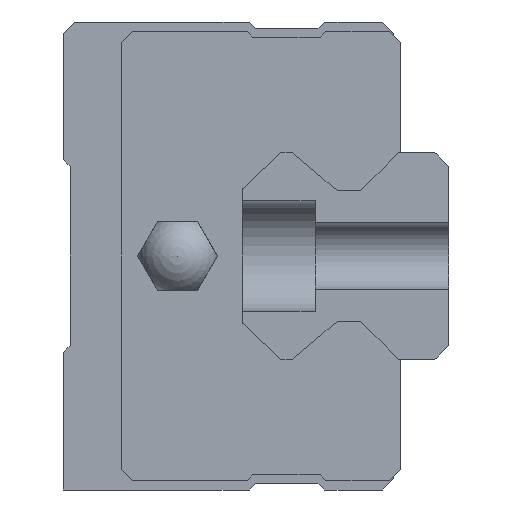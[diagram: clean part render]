
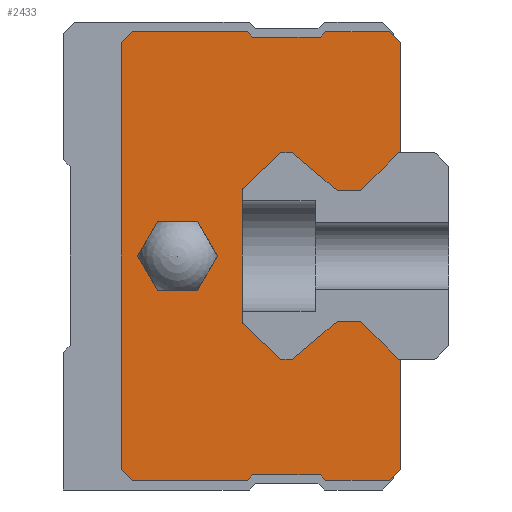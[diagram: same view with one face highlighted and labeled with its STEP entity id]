
A CAD part, left-side view. The second image highlights one B-rep face of the part: STEP entity #2433.
In plain terms, the highlighted planar face has unit normal (-1, 0, 0).
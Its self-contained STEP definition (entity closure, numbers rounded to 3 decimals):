
#523=ORIENTED_EDGE('',*,*,#832,.F.);
#524=ORIENTED_EDGE('',*,*,#829,.F.);
#525=ORIENTED_EDGE('',*,*,#826,.F.);
#526=ORIENTED_EDGE('',*,*,#823,.F.);
#527=ORIENTED_EDGE('',*,*,#820,.F.);
#528=ORIENTED_EDGE('',*,*,#817,.F.);
#529=ORIENTED_EDGE('',*,*,#812,.F.);
#530=ORIENTED_EDGE('',*,*,#970,.F.);
#531=ORIENTED_EDGE('',*,*,#968,.F.);
#532=ORIENTED_EDGE('',*,*,#966,.F.);
#533=ORIENTED_EDGE('',*,*,#964,.F.);
#534=ORIENTED_EDGE('',*,*,#962,.F.);
#535=ORIENTED_EDGE('',*,*,#960,.F.);
#536=ORIENTED_EDGE('',*,*,#958,.F.);
#537=ORIENTED_EDGE('',*,*,#956,.F.);
#538=ORIENTED_EDGE('',*,*,#954,.F.);
#539=ORIENTED_EDGE('',*,*,#989,.F.);
#540=ORIENTED_EDGE('',*,*,#987,.F.);
#541=ORIENTED_EDGE('',*,*,#985,.F.);
#542=ORIENTED_EDGE('',*,*,#983,.F.);
#543=ORIENTED_EDGE('',*,*,#981,.F.);
#544=ORIENTED_EDGE('',*,*,#979,.F.);
#545=ORIENTED_EDGE('',*,*,#977,.F.);
#546=ORIENTED_EDGE('',*,*,#975,.F.);
#547=ORIENTED_EDGE('',*,*,#973,.F.);
#548=ORIENTED_EDGE('',*,*,#971,.F.);
#549=ORIENTED_EDGE('',*,*,#844,.F.);
#550=ORIENTED_EDGE('',*,*,#841,.F.);
#551=ORIENTED_EDGE('',*,*,#838,.F.);
#552=ORIENTED_EDGE('',*,*,#835,.F.);
#553=ORIENTED_EDGE('',*,*,#990,.T.);
#554=ORIENTED_EDGE('',*,*,#991,.T.);
#555=ORIENTED_EDGE('',*,*,#992,.T.);
#556=ORIENTED_EDGE('',*,*,#993,.T.);
#557=ORIENTED_EDGE('',*,*,#994,.T.);
#558=ORIENTED_EDGE('',*,*,#995,.T.);
#812=EDGE_CURVE('',#1138,#1139,#1374,.T.);
#817=EDGE_CURVE('',#1139,#1143,#1379,.T.);
#820=EDGE_CURVE('',#1143,#1145,#1382,.T.);
#823=EDGE_CURVE('',#1145,#1147,#1385,.T.);
#826=EDGE_CURVE('',#1147,#1149,#1388,.T.);
#829=EDGE_CURVE('',#1149,#1151,#1391,.T.);
#832=EDGE_CURVE('',#1151,#1153,#1394,.T.);
#835=EDGE_CURVE('',#1153,#1155,#1397,.T.);
#838=EDGE_CURVE('',#1155,#1157,#1400,.T.);
#841=EDGE_CURVE('',#1157,#1159,#1403,.T.);
#844=EDGE_CURVE('',#1159,#1161,#1406,.T.);
#954=EDGE_CURVE('',#1232,#1233,#1503,.T.);
#956=EDGE_CURVE('',#1233,#1234,#1505,.T.);
#958=EDGE_CURVE('',#1234,#1235,#1507,.T.);
#960=EDGE_CURVE('',#1235,#1236,#1509,.T.);
#962=EDGE_CURVE('',#1236,#1237,#1511,.T.);
#964=EDGE_CURVE('',#1237,#1238,#1513,.T.);
#966=EDGE_CURVE('',#1238,#1239,#1515,.T.);
#968=EDGE_CURVE('',#1239,#1240,#1517,.T.);
#970=EDGE_CURVE('',#1240,#1138,#1519,.T.);
#971=EDGE_CURVE('',#1161,#1241,#1520,.T.);
#973=EDGE_CURVE('',#1241,#1242,#1522,.T.);
#975=EDGE_CURVE('',#1242,#1243,#1524,.T.);
#977=EDGE_CURVE('',#1243,#1244,#1526,.T.);
#979=EDGE_CURVE('',#1244,#1245,#1528,.T.);
#981=EDGE_CURVE('',#1245,#1246,#1530,.T.);
#983=EDGE_CURVE('',#1246,#1247,#1532,.T.);
#985=EDGE_CURVE('',#1247,#1248,#1534,.T.);
#987=EDGE_CURVE('',#1248,#1249,#1536,.T.);
#989=EDGE_CURVE('',#1249,#1232,#1538,.T.);
#990=EDGE_CURVE('',#1250,#1251,#1539,.T.);
#991=EDGE_CURVE('',#1251,#1252,#1540,.T.);
#992=EDGE_CURVE('',#1252,#1253,#1541,.T.);
#993=EDGE_CURVE('',#1253,#1254,#1542,.T.);
#994=EDGE_CURVE('',#1254,#1255,#1543,.T.);
#995=EDGE_CURVE('',#1255,#1250,#1544,.T.);
#1138=VERTEX_POINT('',#3423);
#1139=VERTEX_POINT('',#3425);
#1143=VERTEX_POINT('',#3435);
#1145=VERTEX_POINT('',#3441);
#1147=VERTEX_POINT('',#3447);
#1149=VERTEX_POINT('',#3453);
#1151=VERTEX_POINT('',#3459);
#1153=VERTEX_POINT('',#3465);
#1155=VERTEX_POINT('',#3471);
#1157=VERTEX_POINT('',#3477);
#1159=VERTEX_POINT('',#3483);
#1161=VERTEX_POINT('',#3489);
#1232=VERTEX_POINT('',#3719);
#1233=VERTEX_POINT('',#3721);
#1234=VERTEX_POINT('',#3725);
#1235=VERTEX_POINT('',#3729);
#1236=VERTEX_POINT('',#3733);
#1237=VERTEX_POINT('',#3737);
#1238=VERTEX_POINT('',#3741);
#1239=VERTEX_POINT('',#3745);
#1240=VERTEX_POINT('',#3749);
#1241=VERTEX_POINT('',#3755);
#1242=VERTEX_POINT('',#3759);
#1243=VERTEX_POINT('',#3763);
#1244=VERTEX_POINT('',#3767);
#1245=VERTEX_POINT('',#3771);
#1246=VERTEX_POINT('',#3775);
#1247=VERTEX_POINT('',#3779);
#1248=VERTEX_POINT('',#3783);
#1249=VERTEX_POINT('',#3787);
#1250=VERTEX_POINT('',#3793);
#1251=VERTEX_POINT('',#3794);
#1252=VERTEX_POINT('',#3796);
#1253=VERTEX_POINT('',#3798);
#1254=VERTEX_POINT('',#3800);
#1255=VERTEX_POINT('',#3802);
#1374=LINE('',#3424,#1681);
#1379=LINE('',#3434,#1686);
#1382=LINE('',#3440,#1689);
#1385=LINE('',#3446,#1692);
#1388=LINE('',#3452,#1695);
#1391=LINE('',#3458,#1698);
#1394=LINE('',#3464,#1701);
#1397=LINE('',#3470,#1704);
#1400=LINE('',#3476,#1707);
#1403=LINE('',#3482,#1710);
#1406=LINE('',#3488,#1713);
#1503=LINE('',#3720,#1810);
#1505=LINE('',#3724,#1812);
#1507=LINE('',#3728,#1814);
#1509=LINE('',#3732,#1816);
#1511=LINE('',#3736,#1818);
#1513=LINE('',#3740,#1820);
#1515=LINE('',#3744,#1822);
#1517=LINE('',#3748,#1824);
#1519=LINE('',#3752,#1826);
#1520=LINE('',#3754,#1827);
#1522=LINE('',#3758,#1829);
#1524=LINE('',#3762,#1831);
#1526=LINE('',#3766,#1833);
#1528=LINE('',#3770,#1835);
#1530=LINE('',#3774,#1837);
#1532=LINE('',#3778,#1839);
#1534=LINE('',#3782,#1841);
#1536=LINE('',#3786,#1843);
#1538=LINE('',#3790,#1845);
#1539=LINE('',#3792,#1846);
#1540=LINE('',#3795,#1847);
#1541=LINE('',#3797,#1848);
#1542=LINE('',#3799,#1849);
#1543=LINE('',#3801,#1850);
#1544=LINE('',#3803,#1851);
#1681=VECTOR('',#2751,1000.);
#1686=VECTOR('',#2758,1000.);
#1689=VECTOR('',#2763,1000.);
#1692=VECTOR('',#2768,1000.);
#1695=VECTOR('',#2773,1000.);
#1698=VECTOR('',#2778,1000.);
#1701=VECTOR('',#2783,1000.);
#1704=VECTOR('',#2788,1000.);
#1707=VECTOR('',#2793,1000.);
#1710=VECTOR('',#2798,1000.);
#1713=VECTOR('',#2803,1000.);
#1810=VECTOR('',#3026,1000.);
#1812=VECTOR('',#3030,1000.);
#1814=VECTOR('',#3034,1000.);
#1816=VECTOR('',#3038,1000.);
#1818=VECTOR('',#3042,1000.);
#1820=VECTOR('',#3046,1000.);
#1822=VECTOR('',#3050,1000.);
#1824=VECTOR('',#3054,1000.);
#1826=VECTOR('',#3058,1000.);
#1827=VECTOR('',#3061,1000.);
#1829=VECTOR('',#3065,1000.);
#1831=VECTOR('',#3069,1000.);
#1833=VECTOR('',#3073,1000.);
#1835=VECTOR('',#3077,1000.);
#1837=VECTOR('',#3081,1000.);
#1839=VECTOR('',#3085,1000.);
#1841=VECTOR('',#3089,1000.);
#1843=VECTOR('',#3093,1000.);
#1845=VECTOR('',#3097,1000.);
#1846=VECTOR('',#3100,1000.);
#1847=VECTOR('',#3101,1000.);
#1848=VECTOR('',#3102,1000.);
#1849=VECTOR('',#3103,1000.);
#1850=VECTOR('',#3104,1000.);
#1851=VECTOR('',#3105,1000.);
#2029=EDGE_LOOP('',(#523,#524,#525,#526,#527,#528,#529,#530,#531,#532,#533,
#534,#535,#536,#537,#538,#539,#540,#541,#542,#543,#544,#545,#546,#547,#548,
#549,#550,#551,#552));
#2030=EDGE_LOOP('',(#553,#554,#555,#556,#557,#558));
#2180=FACE_BOUND('',#2029,.T.);
#2181=FACE_BOUND('',#2030,.T.);
#2309=PLANE('',#2605);
#2433=ADVANCED_FACE('',(#2180,#2181),#2309,.F.);
#2605=AXIS2_PLACEMENT_3D('',#3791,#3098,#3099);
#2751=DIRECTION('',(0.,0.707,-0.707));
#2758=DIRECTION('',(0.,1.,0.));
#2763=DIRECTION('',(0.,0.764,0.645));
#2768=DIRECTION('',(0.,1.,0.));
#2773=DIRECTION('',(0.,0.729,-0.685));
#2778=DIRECTION('',(0.,0.,-1.));
#2783=DIRECTION('',(0.,-0.729,-0.685));
#2788=DIRECTION('',(0.,-1.,0.));
#2793=DIRECTION('',(0.,-0.764,0.645));
#2798=DIRECTION('',(0.,-1.,0.));
#2803=DIRECTION('',(0.,-0.707,-0.707));
#3026=DIRECTION('',(0.,-0.707,0.707));
#3030=DIRECTION('',(0.,-1.,0.));
#3034=DIRECTION('',(0.,-0.707,-0.707));
#3038=DIRECTION('',(0.,-1.,0.));
#3042=DIRECTION('',(0.,-0.707,0.707));
#3046=DIRECTION('',(0.,-1.,0.));
#3050=DIRECTION('',(0.,-0.707,-0.707));
#3054=DIRECTION('',(0.,0.,-1.));
#3058=DIRECTION('',(0.,1.,0.));
#3061=DIRECTION('',(0.,-1.,0.));
#3065=DIRECTION('',(0.,0.,-1.));
#3069=DIRECTION('',(0.,0.707,-0.707));
#3073=DIRECTION('',(0.,1.,0.));
#3077=DIRECTION('',(0.,0.707,0.707));
#3081=DIRECTION('',(0.,1.,0.));
#3085=DIRECTION('',(0.,0.707,-0.707));
#3089=DIRECTION('',(0.,1.,0.));
#3093=DIRECTION('',(0.,0.707,0.707));
#3097=DIRECTION('',(0.,0.,1.));
#3098=DIRECTION('',(1.,0.,0.));
#3099=DIRECTION('',(0.,0.,-1.));
#3100=DIRECTION('',(0.,1.,0.));
#3101=DIRECTION('',(0.,0.5,0.866));
#3102=DIRECTION('',(0.,-0.5,0.866));
#3103=DIRECTION('',(0.,-1.,0.));
#3104=DIRECTION('',(0.,-0.5,-0.866));
#3105=DIRECTION('',(0.,0.5,-0.866));
#3423=CARTESIAN_POINT('',(-30.5,-24.35,7.5));
#3424=CARTESIAN_POINT('',(-30.5,-24.35,7.5));
#3425=CARTESIAN_POINT('',(-30.5,-21.6,4.75));
#3434=CARTESIAN_POINT('',(-30.5,-21.6,4.75));
#3435=CARTESIAN_POINT('',(-30.5,-19.9,4.75));
#3440=CARTESIAN_POINT('',(-30.5,-19.9,4.75));
#3441=CARTESIAN_POINT('',(-30.5,-16.64,7.5));
#3446=CARTESIAN_POINT('',(-30.5,-16.64,7.5));
#3447=CARTESIAN_POINT('',(-30.5,-15.8,7.5));
#3452=CARTESIAN_POINT('',(-30.5,-15.8,7.5));
#3453=CARTESIAN_POINT('',(-30.5,-13.,4.87));
#3458=CARTESIAN_POINT('',(-30.5,-13.,4.87));
#3459=CARTESIAN_POINT('',(-30.5,-13.,-4.87));
#3464=CARTESIAN_POINT('',(-30.5,-13.,-4.87));
#3465=CARTESIAN_POINT('',(-30.5,-15.8,-7.5));
#3470=CARTESIAN_POINT('',(-30.5,-15.8,-7.5));
#3471=CARTESIAN_POINT('',(-30.5,-16.64,-7.5));
#3476=CARTESIAN_POINT('',(-30.5,-16.64,-7.5));
#3477=CARTESIAN_POINT('',(-30.5,-19.9,-4.75));
#3482=CARTESIAN_POINT('',(-30.5,-19.9,-4.75));
#3483=CARTESIAN_POINT('',(-30.5,-21.6,-4.75));
#3488=CARTESIAN_POINT('',(-30.5,-21.6,-4.75));
#3489=CARTESIAN_POINT('',(-30.5,-24.35,-7.5));
#3719=CARTESIAN_POINT('',(-30.5,-4.2,15.5));
#3720=CARTESIAN_POINT('',(-30.5,-4.2,15.5));
#3721=CARTESIAN_POINT('',(-30.5,-5.,16.3));
#3724=CARTESIAN_POINT('',(-30.5,-5.,16.3));
#3725=CARTESIAN_POINT('',(-30.5,-13.36,16.3));
#3728=CARTESIAN_POINT('',(-30.5,-13.36,16.3));
#3729=CARTESIAN_POINT('',(-30.5,-13.76,15.9));
#3732=CARTESIAN_POINT('',(-30.5,-13.76,15.9));
#3733=CARTESIAN_POINT('',(-30.5,-18.66,15.9));
#3736=CARTESIAN_POINT('',(-30.5,-18.66,15.9));
#3737=CARTESIAN_POINT('',(-30.5,-19.06,16.3));
#3740=CARTESIAN_POINT('',(-30.5,-19.06,16.3));
#3741=CARTESIAN_POINT('',(-30.5,-23.7,16.3));
#3744=CARTESIAN_POINT('',(-30.5,-23.7,16.3));
#3745=CARTESIAN_POINT('',(-30.5,-24.5,15.5));
#3748=CARTESIAN_POINT('',(-30.5,-24.5,15.5));
#3749=CARTESIAN_POINT('',(-30.5,-24.5,7.5));
#3752=CARTESIAN_POINT('',(-30.5,-24.5,7.5));
#3754=CARTESIAN_POINT('',(-30.5,-24.35,-7.5));
#3755=CARTESIAN_POINT('',(-30.5,-24.5,-7.5));
#3758=CARTESIAN_POINT('',(-30.5,-24.5,-7.5));
#3759=CARTESIAN_POINT('',(-30.5,-24.5,-15.5));
#3762=CARTESIAN_POINT('',(-30.5,-24.5,-15.5));
#3763=CARTESIAN_POINT('',(-30.5,-23.7,-16.3));
#3766=CARTESIAN_POINT('',(-30.5,-23.7,-16.3));
#3767=CARTESIAN_POINT('',(-30.5,-19.06,-16.3));
#3770=CARTESIAN_POINT('',(-30.5,-19.06,-16.3));
#3771=CARTESIAN_POINT('',(-30.5,-18.66,-15.9));
#3774=CARTESIAN_POINT('',(-30.5,-18.66,-15.9));
#3775=CARTESIAN_POINT('',(-30.5,-13.76,-15.9));
#3778=CARTESIAN_POINT('',(-30.5,-13.76,-15.9));
#3779=CARTESIAN_POINT('',(-30.5,-13.36,-16.3));
#3782=CARTESIAN_POINT('',(-30.5,-13.36,-16.3));
#3783=CARTESIAN_POINT('',(-30.5,-5.,-16.3));
#3786=CARTESIAN_POINT('',(-30.5,-5.,-16.3));
#3787=CARTESIAN_POINT('',(-30.5,-4.2,-15.5));
#3790=CARTESIAN_POINT('',(-30.5,-4.2,-15.5));
#3791=CARTESIAN_POINT('',(-30.5,0.,0.));
#3792=CARTESIAN_POINT('',(-30.5,-9.743,-2.5));
#3793=CARTESIAN_POINT('',(-30.5,-9.743,-2.5));
#3794=CARTESIAN_POINT('',(-30.5,-6.857,-2.5));
#3795=CARTESIAN_POINT('',(-30.5,-6.857,-2.5));
#3796=CARTESIAN_POINT('',(-30.5,-5.413,0.));
#3797=CARTESIAN_POINT('',(-30.5,-5.413,0.));
#3798=CARTESIAN_POINT('',(-30.5,-6.857,2.5));
#3799=CARTESIAN_POINT('',(-30.5,-6.857,2.5));
#3800=CARTESIAN_POINT('',(-30.5,-9.743,2.5));
#3801=CARTESIAN_POINT('',(-30.5,-9.743,2.5));
#3802=CARTESIAN_POINT('',(-30.5,-11.187,0.));
#3803=CARTESIAN_POINT('',(-30.5,-11.187,0.));
